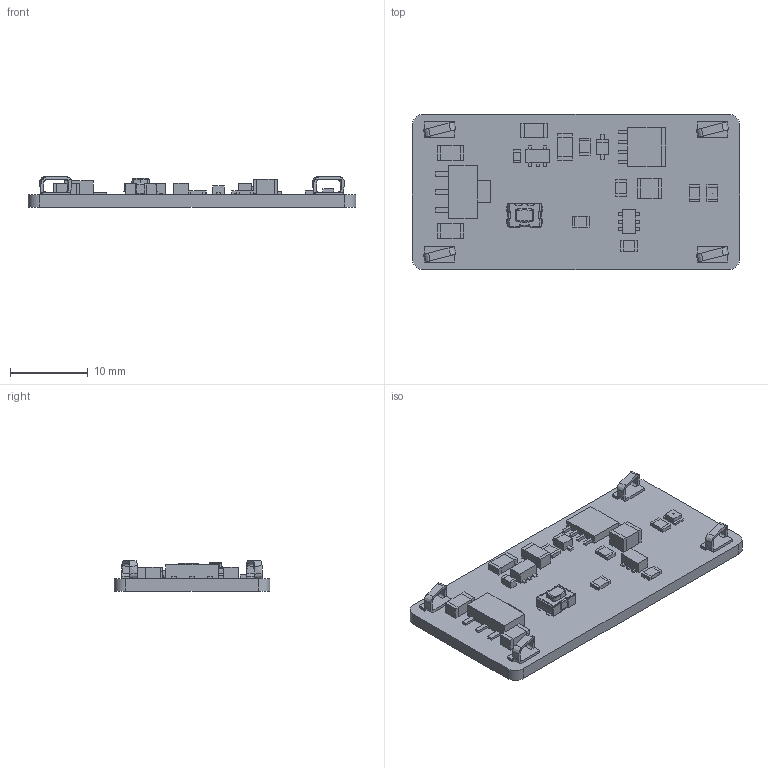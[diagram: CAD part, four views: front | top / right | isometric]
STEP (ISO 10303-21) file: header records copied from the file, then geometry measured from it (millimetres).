
FILE_DESCRIPTION(('Open CASCADE Model'),'2;1');
FILE_NAME('Open CASCADE Shape Model','2018-02-23T18:28:04',('Author'),( 'Open CASCADE'),'Open CASCADE STEP processor 6.8','Open CASCADE 6.8' ,'Unknown');
FILE_SCHEMA(('AUTOMOTIVE_DESIGN { 1 0 10303 214 1 1 1 1 }'));
Length unit declared in the file: millimetre
Products named in the file (96): PCB; Board; Q3; 6002025728; Extruded; 6002025536; R5; 6075140032; 6075139840; R3; R2; 6002021696; 6002021504; U2; 6002022272; 6002022080; 6002021888; U1; 6002020544; 6002020352; 6002020160; TP5; hook; TP4; TP2; TP1; S1; User_Library-Switch-CK-KMR2; User_Library-Switch-CK-KMR2_Button; User_Library-Switch-CK-KMR2_Boitier; User_Library-Switch-CK-KMR2_Tole; User_Library-Switch-CK-KMR2_Pads; R20; 6075139456; 6075139648; R11; R4; Q1; 6002024000; 6002023808 ...
Assembly tree (126 placements, depth 4):
  PCB
    Board
    Q3
      6002025728  x3
        Extruded
      6002025536
        Extruded
    R5
      6075140032  x2
        Extruded
      6075139840
        Extruded
    R3
      6075139840
        Extruded
      6075140032  x2
        Extruded
    R2
      6002021696  x2
        Extruded
      6002021504
        Extruded
    U2
      6002022272
        Extruded
      6002022080  x2
        Extruded
      6002021888
        Extruded
    U1
      6002020544
        Extruded
      6002020352  x3
        Extruded
      6002020160
        Extruded
    TP5
      hook
    TP4
      hook
    TP2
      hook
    TP1
      hook
    S1
      User_Library-Switch-CK-KMR2
        User_Library-Switch-CK-KMR2_Button
        User_Library-Switch-CK-KMR2_Boitier
        User_Library-Switch-CK-KMR2_Tole
        User_Library-Switch-CK-KMR2_Pads
    R20
      6075139456
        Extruded
      6075139648  x2
        Extruded
    R11
      6075139456
        Extruded
      6075139648  x2
        Extruded
Bounding box: 42 x 20 x 3.86 mm (x, y, z)
Volume: 1508 mm3; surface area: 2702.9 mm2
Topology: 73 solids, 73 shells, 636 faces, 1484 edges, 980 vertices
Faces by surface type: plane 514, bspline 70, cylinder 45, cone 6, sphere 1
Entity records: 14717 total; most frequent: CARTESIAN_POINT 2673, DIRECTION 1931, ORIENTED_EDGE 1810, EDGE_CURVE 905, LINE 749, VECTOR 749, VERTEX_POINT 599, AXIS2_PLACEMENT_3D 591
